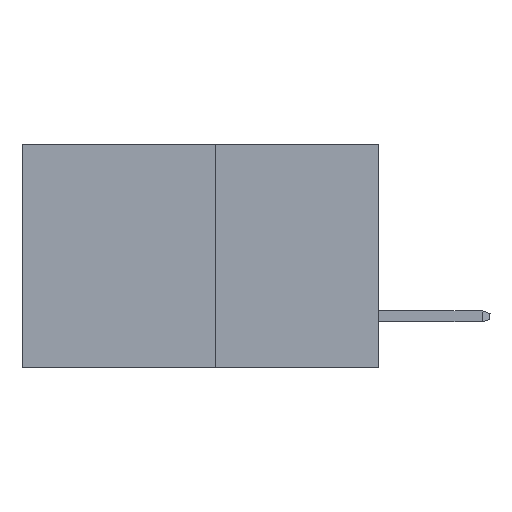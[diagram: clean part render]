
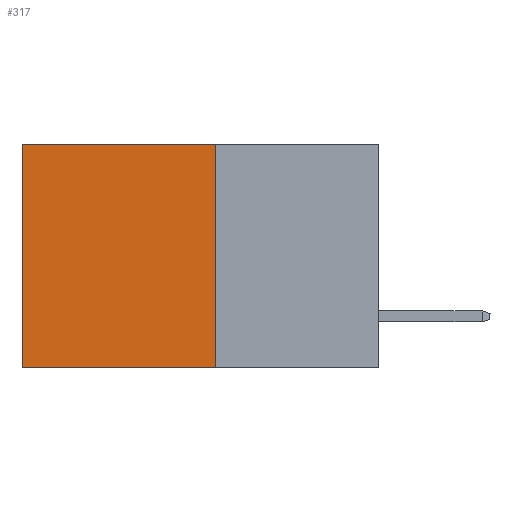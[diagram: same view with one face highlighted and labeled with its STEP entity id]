
A CAD part, left-side view. The second image highlights one B-rep face of the part: STEP entity #317.
In plain terms, the highlighted planar face has unit normal (-1, 0, 0).
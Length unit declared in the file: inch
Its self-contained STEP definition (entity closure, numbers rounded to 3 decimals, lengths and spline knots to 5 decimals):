
#317 = ADVANCED_FACE ( 'NONE', ( #3560 ), #2276, .F. ) ;
#716 = AXIS2_PLACEMENT_3D ( 'NONE', #10401, #2901, #10167 ) ;
#819 = DIRECTION ( 'NONE',  ( 0., 0., -1. ) ) ;
#1277 = CARTESIAN_POINT ( 'NONE',  ( 0.277, 0.27, -0.37 ) ) ;
#1804 = VECTOR ( 'NONE', #819, 39.37008 ) ;
#2234 = CARTESIAN_POINT ( 'NONE',  ( 0.277, 0.27, 0. ) ) ;
#2276 = PLANE ( 'NONE',  #716 ) ;
#2330 = VERTEX_POINT ( 'NONE', #1277 ) ;
#2901 = DIRECTION ( 'NONE',  ( 1., 0., 0. ) ) ;
#2926 = EDGE_CURVE ( 'NONE', #2330, #9293, #10714, .T. ) ;
#3560 = FACE_OUTER_BOUND ( 'NONE', #9821, .T. ) ;
#3629 = EDGE_CURVE ( 'NONE', #6201, #9293, #8547, .T. ) ;
#4347 = CARTESIAN_POINT ( 'NONE',  ( 0.277, 0.27, -0.37 ) ) ;
#5016 = EDGE_CURVE ( 'NONE', #8707, #2330, #9197, .T. ) ;
#6051 = VECTOR ( 'NONE', #14664, 39.37008 ) ;
#6201 = VERTEX_POINT ( 'NONE', #9171 ) ;
#7263 = CARTESIAN_POINT ( 'NONE',  ( 0.277, 0.59, -0.37 ) ) ;
#7401 = VECTOR ( 'NONE', #12179, 39.37008 ) ;
#8547 = LINE ( 'NONE', #14036, #1804 ) ;
#8707 = VERTEX_POINT ( 'NONE', #12105 ) ;
#9171 = CARTESIAN_POINT ( 'NONE',  ( 0.277, 0.59, 0. ) ) ;
#9197 = LINE ( 'NONE', #10327, #11081 ) ;
#9293 = VERTEX_POINT ( 'NONE', #7263 ) ;
#9303 = ORIENTED_EDGE ( 'NONE', *, *, #2926, .F. ) ;
#9821 = EDGE_LOOP ( 'NONE', ( #11867, #9303, #12198, #12523 ) ) ;
#10167 = DIRECTION ( 'NONE',  ( 0., 0., -1. ) ) ;
#10251 = DIRECTION ( 'NONE',  ( 0., 0., -1. ) ) ;
#10327 = CARTESIAN_POINT ( 'NONE',  ( 0.277, 0.27, -0.37 ) ) ;
#10401 = CARTESIAN_POINT ( 'NONE',  ( 0.277, 0.27, -0.37 ) ) ;
#10714 = LINE ( 'NONE', #4347, #7401 ) ;
#11081 = VECTOR ( 'NONE', #10251, 39.37008 ) ;
#11594 = EDGE_CURVE ( 'NONE', #8707, #6201, #14474, .T. ) ;
#11867 = ORIENTED_EDGE ( 'NONE', *, *, #3629, .T. ) ;
#12105 = CARTESIAN_POINT ( 'NONE',  ( 0.277, 0.27, 0. ) ) ;
#12179 = DIRECTION ( 'NONE',  ( 0., 1., 0. ) ) ;
#12198 = ORIENTED_EDGE ( 'NONE', *, *, #5016, .F. ) ;
#12523 = ORIENTED_EDGE ( 'NONE', *, *, #11594, .T. ) ;
#14036 = CARTESIAN_POINT ( 'NONE',  ( 0.277, 0.59, -0.37 ) ) ;
#14474 = LINE ( 'NONE', #2234, #6051 ) ;
#14664 = DIRECTION ( 'NONE',  ( 0., 1., 0. ) ) ;
